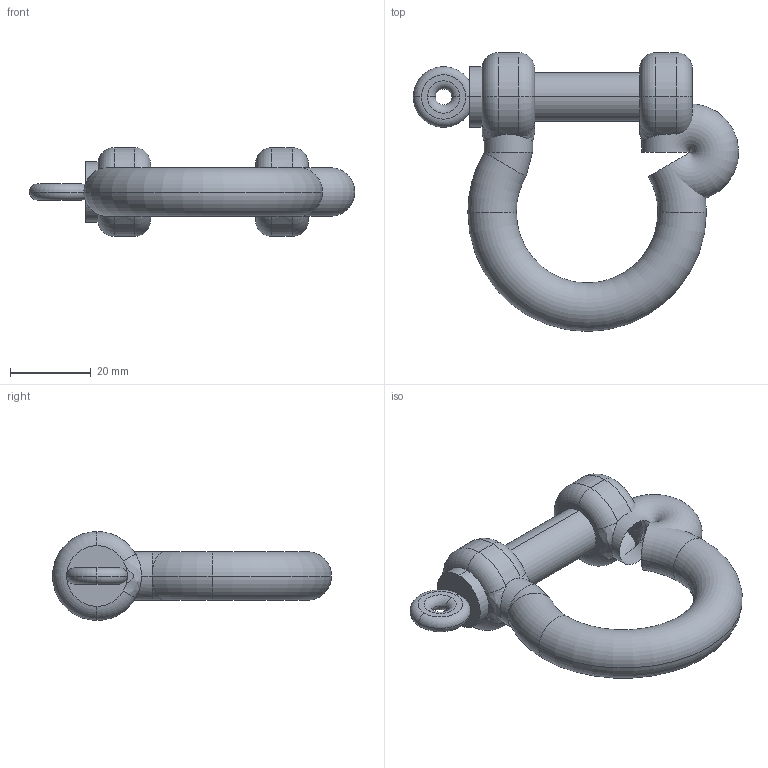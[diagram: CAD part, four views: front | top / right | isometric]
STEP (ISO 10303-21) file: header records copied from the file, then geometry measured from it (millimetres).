
FILE_DESCRIPTION (( 'STEP AP203' ), '1' );
FILE_NAME ('sone3D.STEP', '2013-09-24T04:32:15', ( '' ), ( '' ), 'SwSTEP 2.0', 'SolidWorks 2012', '' );
FILE_SCHEMA (( 'CONFIG_CONTROL_DESIGN' ));
Length unit declared in the file: millimetre
Products named in the file (3): sone3D; B-1111-1シャフト_; B-1111-1フック_
Assembly tree (2 placements, depth 2):
  sone3D
    B-1111-1フック_
    B-1111-1シャフト_
Bounding box: 80.5 x 69 x 22 mm (x, y, z)
Volume: 21405.6 mm3; surface area: 11424.6 mm2
Topology: 2 solids, 2 shells, 59 faces, 134 edges, 77 vertices
Faces by surface type: torus 28, cylinder 18, plane 9, bspline 4
Entity records: 2687 total; most frequent: CARTESIAN_POINT 1051, DIRECTION 324, ORIENTED_EDGE 260, AXIS2_PLACEMENT_3D 154, EDGE_CURVE 130, CIRCLE 94, VERTEX_POINT 77, EDGE_LOOP 67
